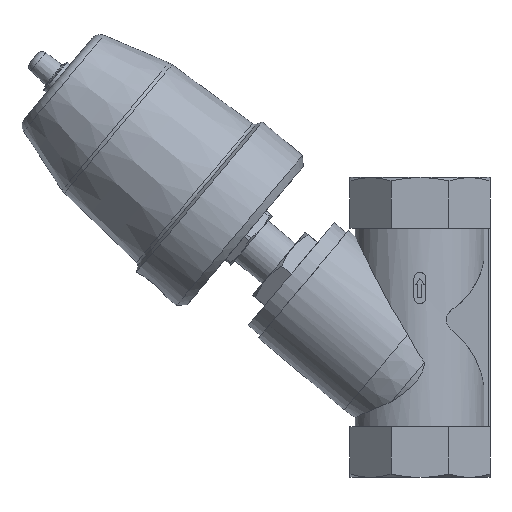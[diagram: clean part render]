
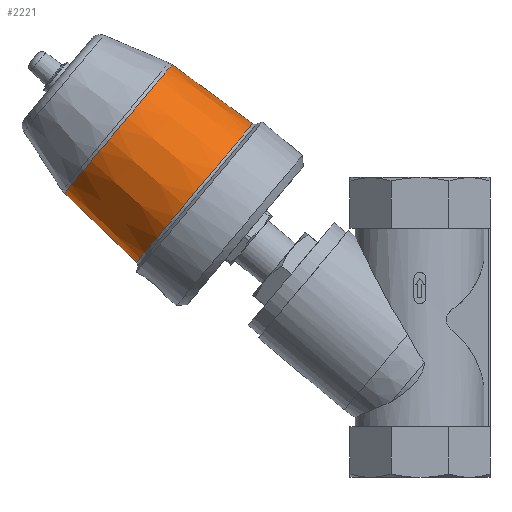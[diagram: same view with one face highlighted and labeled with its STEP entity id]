
A CAD part, left-side view. The second image highlights one B-rep face of the part: STEP entity #2221.
In plain terms, the highlighted conical face has half-angle 3.8 degrees and reference radius 41.919 mm.
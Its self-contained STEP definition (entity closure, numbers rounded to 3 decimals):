
#53=CONICAL_SURFACE('',#2453,41.918,0.066);
#681=ORIENTED_EDGE('',*,*,#1271,.F.);
#682=ORIENTED_EDGE('',*,*,#1270,.T.);
#1270=EDGE_CURVE('',#1559,#1559,#1721,.T.);
#1271=EDGE_CURVE('',#1560,#1560,#1722,.T.);
#1559=VERTEX_POINT('',#3884);
#1560=VERTEX_POINT('',#3887);
#1721=CIRCLE('',#2452,41.918);
#1722=CIRCLE('',#2454,45.229);
#1830=EDGE_LOOP('',(#681));
#1831=EDGE_LOOP('',(#682));
#2022=FACE_BOUND('',#1830,.T.);
#2023=FACE_BOUND('',#1831,.T.);
#2221=ADVANCED_FACE('',(#2022,#2023),#53,.T.);
#2452=AXIS2_PLACEMENT_3D('',#3883,#2859,#2860);
#2453=AXIS2_PLACEMENT_3D('',#3885,#2861,#2862);
#2454=AXIS2_PLACEMENT_3D('',#3886,#2863,#2864);
#2859=DIRECTION('',(0.643,-0.766,0.));
#2860=DIRECTION('',(0.766,0.643,0.));
#2861=DIRECTION('',(0.643,-0.766,0.));
#2862=DIRECTION('',(0.766,0.643,0.));
#2863=DIRECTION('',(0.643,-0.766,0.));
#2864=DIRECTION('',(0.766,0.643,0.));
#3883=CARTESIAN_POINT('',(-174.311,150.88,0.));
#3884=CARTESIAN_POINT('',(-142.2,177.825,0.));
#3885=CARTESIAN_POINT('',(-174.311,150.88,0.));
#3886=CARTESIAN_POINT('',(-142.271,112.696,0.));
#3887=CARTESIAN_POINT('',(-107.623,141.769,0.));
